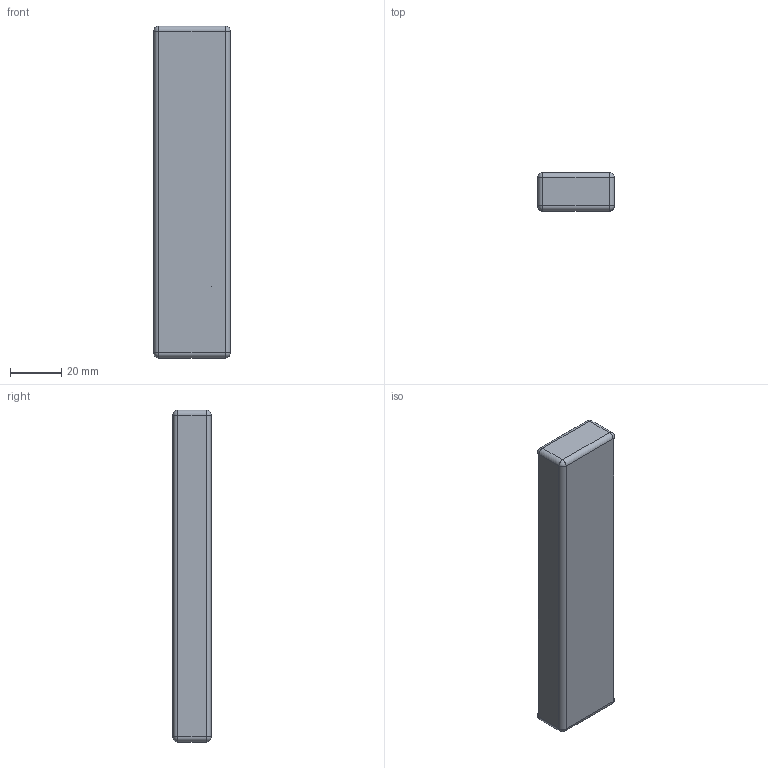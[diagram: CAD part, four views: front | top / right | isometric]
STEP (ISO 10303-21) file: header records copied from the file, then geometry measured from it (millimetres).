
FILE_DESCRIPTION(('Open CASCADE Model'),'2;1');
FILE_NAME('Open CASCADE Shape Model','2025-11-03T07:56:14',('Author'),( 'Open CASCADE'),'Open CASCADE STEP processor 7.8','build123d', 'Unknown');
FILE_SCHEMA(('AUTOMOTIVE_DESIGN { 1 0 10303 214 1 1 1 1 }'));
Length unit declared in the file: millimetre
Products named in the file (1): COMPOUND
Bounding box: 30 x 15 x 130 mm (x, y, z)
Volume: 44230.4 mm3; surface area: 14327.7 mm2
Topology: 1 solids, 1 shells, 71 faces, 180 edges, 106 vertices
Faces by surface type: plane 47, cylinder 16, sphere 8
Entity records: 4229 total; most frequent: CARTESIAN_POINT 752, DIRECTION 641, LINE 420, VECTOR 420, ORIENTED_EDGE 344, PCURVE 344, DEFINITIONAL_REPRESENTATION 344, EDGE_CURVE 172
